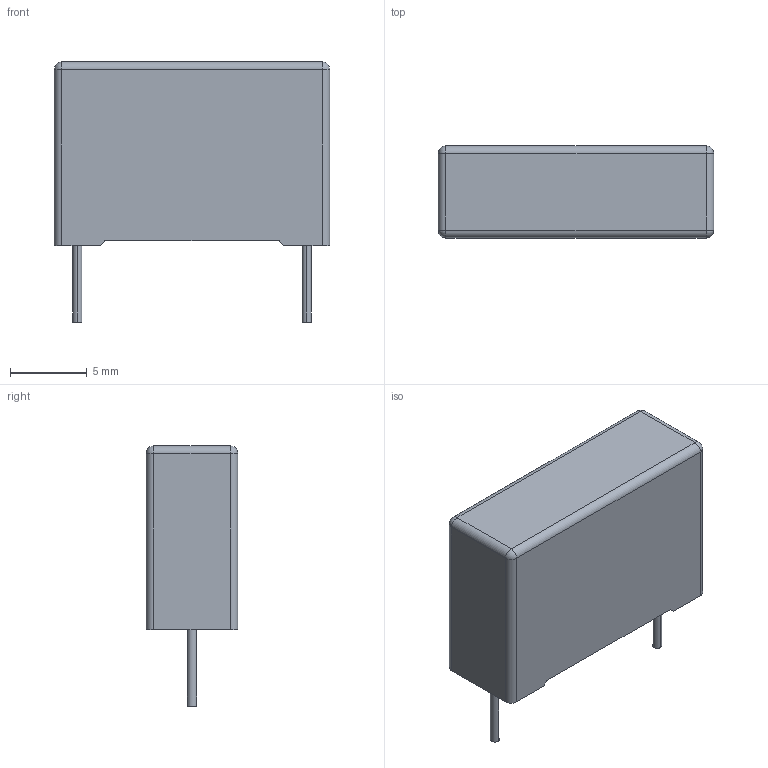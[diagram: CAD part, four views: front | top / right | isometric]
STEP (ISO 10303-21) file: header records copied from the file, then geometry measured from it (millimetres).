
FILE_DESCRIPTION (( 'STEP AP214' ), '1' );
FILE_NAME ('CAP-TH-2P-L18.0-W6.0-H13.5-P15.0.step', '2022-07-01T06:50:45', ( '' ), ( '' ), 'SwSTEP 2.0', 'SolidWorks 2020', '' );
FILE_SCHEMA (( 'AUTOMOTIVE_DESIGN' ));
Length unit declared in the file: millimetre
Products named in the file (1): CAP-TH-2P-L18.0-W6.0-H13.5-P15.0
Bounding box: 18 x 6 x 17 mm (x, y, z)
Volume: 1244.8 mm3; surface area: 796.1 mm2
Topology: 1 solids, 1 shells, 284 faces, 761 edges, 498 vertices
Faces by surface type: plane 150, bspline 98, cylinder 24, torus 8, sphere 4
Entity records: 12279 total; most frequent: CARTESIAN_POINT 2858, ORIENTED_EDGE 1514, DIRECTION 991, EDGE_CURVE 757, VERTEX_POINT 498, VECTOR 489, LINE 489, EDGE_LOOP 307
